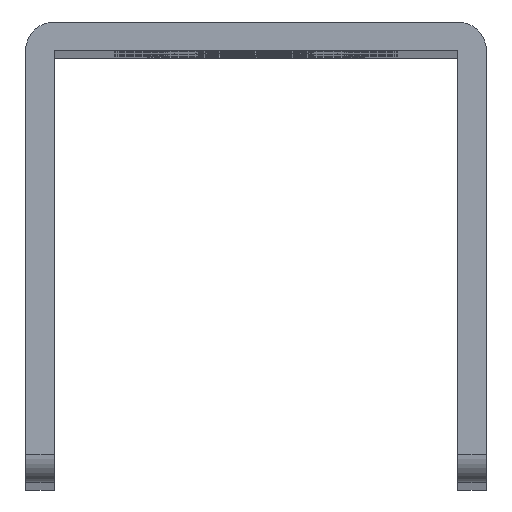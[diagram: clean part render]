
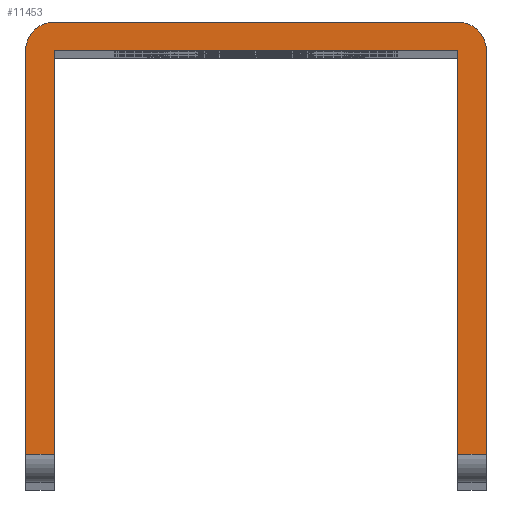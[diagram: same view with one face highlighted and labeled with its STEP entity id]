
A CAD part, top view. The second image highlights one B-rep face of the part: STEP entity #11453.
In plain terms, the highlighted planar face has unit normal (0, 0, 1).
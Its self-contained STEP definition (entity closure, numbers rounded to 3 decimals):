
#453 = CARTESIAN_POINT ( 'NONE',  ( -16., 16., 0. ) ) ;
#733 = CARTESIAN_POINT ( 'NONE',  ( 0., -14., 0. ) ) ;
#1004 = DIRECTION ( 'NONE',  ( 0., 1., 0. ) ) ;
#1116 = VERTEX_POINT ( 'NONE', #5081 ) ;
#1145 = CARTESIAN_POINT ( 'NONE',  ( -14., 14., 0. ) ) ;
#1235 = ORIENTED_EDGE ( 'NONE', *, *, #3959, .T. ) ;
#1821 = CARTESIAN_POINT ( 'NONE',  ( -14., -14., 0. ) ) ;
#2112 = VECTOR ( 'NONE', #8826, 1000. ) ;
#2207 = CARTESIAN_POINT ( 'NONE',  ( -14., 14., 0. ) ) ;
#2301 = VECTOR ( 'NONE', #11233, 1000. ) ;
#2369 = VECTOR ( 'NONE', #7077, 1000. ) ;
#2414 = CARTESIAN_POINT ( 'NONE',  ( 14., 16., 0. ) ) ;
#2450 = CARTESIAN_POINT ( 'NONE',  ( 16., -14., 0. ) ) ;
#2555 = EDGE_CURVE ( 'NONE', #15804, #7165, #9020, .T. ) ;
#2563 = LINE ( 'NONE', #1145, #9184 ) ;
#2908 = VERTEX_POINT ( 'NONE', #2207 ) ;
#3307 = EDGE_CURVE ( 'NONE', #4217, #10228, #5848, .T. ) ;
#3556 = CARTESIAN_POINT ( 'NONE',  ( 0., -14., 0. ) ) ;
#3587 = VERTEX_POINT ( 'NONE', #1821 ) ;
#3663 = DIRECTION ( 'NONE',  ( 0., 0., 1. ) ) ;
#3959 = EDGE_CURVE ( 'NONE', #2908, #4217, #4060, .T. ) ;
#4060 = LINE ( 'NONE', #7233, #7231 ) ;
#4217 = VERTEX_POINT ( 'NONE', #13405 ) ;
#4545 = AXIS2_PLACEMENT_3D ( 'NONE', #6847, #14249, #6906 ) ;
#4659 = EDGE_CURVE ( 'NONE', #3587, #2908, #2563, .T. ) ;
#4716 = CIRCLE ( 'NONE', #6123, 2. ) ;
#4859 = CARTESIAN_POINT ( 'NONE',  ( -16., 14., 0. ) ) ;
#5081 = CARTESIAN_POINT ( 'NONE',  ( -16., -14., 0. ) ) ;
#5356 = EDGE_CURVE ( 'NONE', #10638, #1116, #10336, .T. ) ;
#5393 = ORIENTED_EDGE ( 'NONE', *, *, #4659, .T. ) ;
#5566 = PLANE ( 'NONE',  #4545 ) ;
#5704 = DIRECTION ( 'NONE',  ( 1., 0., 0. ) ) ;
#5848 = LINE ( 'NONE', #8860, #2112 ) ;
#6029 = LINE ( 'NONE', #733, #15874 ) ;
#6040 = CARTESIAN_POINT ( 'NONE',  ( -14., 16., 0. ) ) ;
#6059 = EDGE_CURVE ( 'NONE', #6398, #13340, #7243, .T. ) ;
#6117 = EDGE_CURVE ( 'NONE', #1116, #3587, #8968, .T. ) ;
#6121 = EDGE_CURVE ( 'NONE', #10228, #15804, #6029, .T. ) ;
#6123 = AXIS2_PLACEMENT_3D ( 'NONE', #11347, #3663, #12566 ) ;
#6140 = EDGE_CURVE ( 'NONE', #7165, #6398, #14720, .T. ) ;
#6145 = EDGE_CURVE ( 'NONE', #13340, #10638, #4716, .T. ) ;
#6149 = ORIENTED_EDGE ( 'NONE', *, *, #5356, .T. ) ;
#6169 = AXIS2_PLACEMENT_3D ( 'NONE', #13750, #6379, #14990 ) ;
#6375 = EDGE_LOOP ( 'NONE', ( #6149, #15007, #5393, #1235, #13499, #9144, #15609, #6889, #11700, #15270 ) ) ;
#6379 = DIRECTION ( 'NONE',  ( 0., 0., 1. ) ) ;
#6398 = VERTEX_POINT ( 'NONE', #2414 ) ;
#6847 = CARTESIAN_POINT ( 'NONE',  ( 0., 0., 0. ) ) ;
#6889 = ORIENTED_EDGE ( 'NONE', *, *, #6140, .T. ) ;
#6906 = DIRECTION ( 'NONE',  ( 1., 0., 0. ) ) ;
#7058 = CARTESIAN_POINT ( 'NONE',  ( 16., 16., 0. ) ) ;
#7077 = DIRECTION ( 'NONE',  ( 0., 1., 0. ) ) ;
#7165 = VERTEX_POINT ( 'NONE', #14602 ) ;
#7198 = CARTESIAN_POINT ( 'NONE',  ( 14., -14., 0. ) ) ;
#7231 = VECTOR ( 'NONE', #5704, 1000. ) ;
#7233 = CARTESIAN_POINT ( 'NONE',  ( -14., 14., 0. ) ) ;
#7243 = LINE ( 'NONE', #7373, #12998 ) ;
#7373 = CARTESIAN_POINT ( 'NONE',  ( -16., 16., 0. ) ) ;
#8826 = DIRECTION ( 'NONE',  ( 0., -1., 0. ) ) ;
#8860 = CARTESIAN_POINT ( 'NONE',  ( 14., 14., 0. ) ) ;
#8968 = LINE ( 'NONE', #3556, #2301 ) ;
#9020 = LINE ( 'NONE', #7058, #2369 ) ;
#9144 = ORIENTED_EDGE ( 'NONE', *, *, #6121, .T. ) ;
#9184 = VECTOR ( 'NONE', #1004, 1000. ) ;
#9822 = DIRECTION ( 'NONE',  ( 0., -1., 0. ) ) ;
#10060 = DIRECTION ( 'NONE',  ( 1., 0., 0. ) ) ;
#10228 = VERTEX_POINT ( 'NONE', #7198 ) ;
#10336 = LINE ( 'NONE', #453, #12830 ) ;
#10638 = VERTEX_POINT ( 'NONE', #4859 ) ;
#11233 = DIRECTION ( 'NONE',  ( 1., 0., 0. ) ) ;
#11347 = CARTESIAN_POINT ( 'NONE',  ( -14., 14., 0. ) ) ;
#11453 = ADVANCED_FACE ( 'NONE', ( #12792 ), #5566, .T. ) ;
#11700 = ORIENTED_EDGE ( 'NONE', *, *, #6059, .T. ) ;
#12566 = DIRECTION ( 'NONE',  ( 1., 0., 0. ) ) ;
#12792 = FACE_OUTER_BOUND ( 'NONE', #6375, .T. ) ;
#12830 = VECTOR ( 'NONE', #9822, 1000. ) ;
#12998 = VECTOR ( 'NONE', #14784, 1000. ) ;
#13340 = VERTEX_POINT ( 'NONE', #6040 ) ;
#13405 = CARTESIAN_POINT ( 'NONE',  ( 14., 14., 0. ) ) ;
#13499 = ORIENTED_EDGE ( 'NONE', *, *, #3307, .T. ) ;
#13750 = CARTESIAN_POINT ( 'NONE',  ( 14., 14., 0. ) ) ;
#14249 = DIRECTION ( 'NONE',  ( 0., 0., 1. ) ) ;
#14602 = CARTESIAN_POINT ( 'NONE',  ( 16., 14., 0. ) ) ;
#14720 = CIRCLE ( 'NONE', #6169, 2. ) ;
#14784 = DIRECTION ( 'NONE',  ( -1., 0., 0. ) ) ;
#14990 = DIRECTION ( 'NONE',  ( 1., 0., 0. ) ) ;
#15007 = ORIENTED_EDGE ( 'NONE', *, *, #6117, .T. ) ;
#15270 = ORIENTED_EDGE ( 'NONE', *, *, #6145, .T. ) ;
#15609 = ORIENTED_EDGE ( 'NONE', *, *, #2555, .T. ) ;
#15804 = VERTEX_POINT ( 'NONE', #2450 ) ;
#15874 = VECTOR ( 'NONE', #10060, 1000. ) ;
